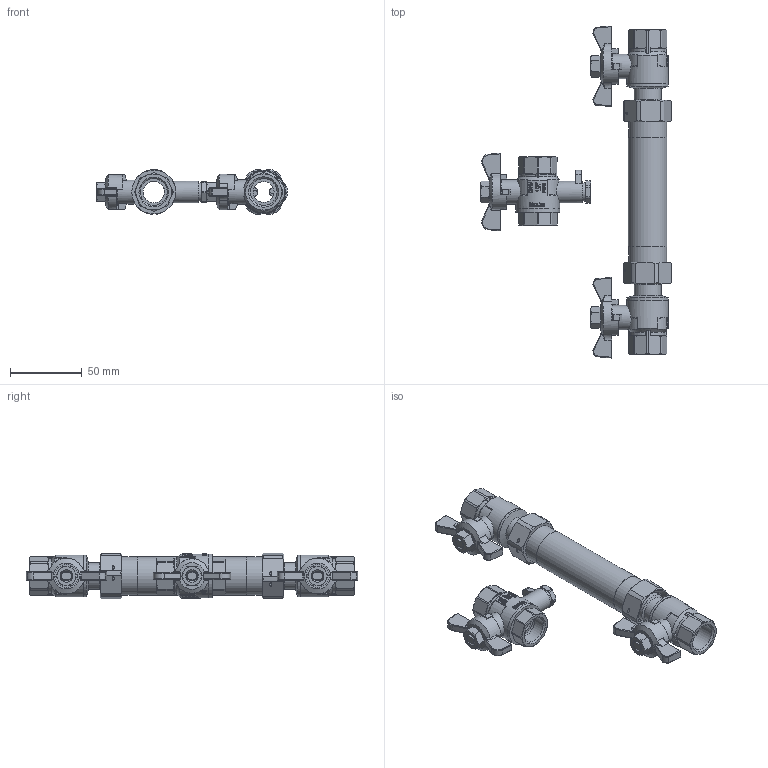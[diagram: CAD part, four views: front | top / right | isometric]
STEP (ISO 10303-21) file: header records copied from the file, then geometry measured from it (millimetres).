
FILE_DESCRIPTION(/* description */ ('Unknown'),/* implementation_level */ '2;1');
FILE_NAME(/* name */ '80100001',/* time_stamp */ '2023-07-12T12:06:06+02:00',/* author */ ('Unknown'),/* organization */ ('Unknown'),/* preprocessor_version */ 'ST-DEVELOPER v18.102',/* originating_system */ 'Solid Edge',/* authorisation */ 'Unknown');
FILE_SCHEMA (('AUTOMOTIVE_DESIGN {1 0 10303 214 3 1 1}'));
Length unit declared in the file: millimetre
Products named in the file (26): 80100001; 708-45_oa_0; Einschraubteil-co; dichtung; 2.148.016_Einschraubteil; speerring; _wm; Gehduse; O-Ring; Spindel; Stopfbuchse; M8-1_2-3_4; F-griff; 98708712-3_4x110; 708-45_oa_1; 712-04_oa_2; Spindel-co_oa_3; Mutter-Fl-G; Fl_gelgriff; Kvrper-co_oa_4; Einschraubteil; Kvrper; Dichtung; Schtaube
Assembly tree (32 placements, depth 4):
  80100001
    708-45_oa_0
      Einschraubteil-co
        dichtung
        2.148.016_Einschraubteil
        speerring
        _wm
      Gehduse
      O-Ring
      Spindel
      Stopfbuchse
      M8-1_2-3_4
      F-griff
    98708712-3_4x110
    708-45_oa_1
      Einschraubteil-co
        dichtung
        2.148.016_Einschraubteil
        speerring
        _wm
      Gehduse
      O-Ring
      Spindel
      Stopfbuchse
      M8-1_2-3_4
      F-griff
    712-04_oa_2
      Spindel-co_oa_3
        Mutter-Fl-G
        Spindel
        Stopfbuchse
        Fl_gelgriff
      Kvrper-co_oa_4
        Einschraubteil
        Kvrper
        Dichtung
        Schtaube
Bounding box: 132.49 x 230.6 x 31.54 mm (x, y, z)
Volume: 109291.5 mm3; surface area: 79241.3 mm2
Topology: 29 solids, 29 shells, 1717 faces, 4631 edges, 3040 vertices
Faces by surface type: plane 1137, cylinder 300, cone 208, bspline 32, torus 22, sphere 18
Full cylindrical faces by diameter (mm): 1.5 x3, 5 x1, 5.9 x1, 6.6 x2, 6.7 x1, 6.75 x3, 8.9 x4, 8.92 x1, 9 x3, 9.1 x3, 9.3 x2, 10 x2, 10.5 x3, 10.8 x3, 12 x3, 12.376 x2, 12.5 x1, 13 x1, 14 x3, 14.5 x2, 15 x5, 16 x2, 17 x5, 18.5 x3, 18.6 x2, 18.631 x6, 18.9 x1, 19.2 x4, 21 x2, 21.6 x2
Entity records: 58384 total; most frequent: CARTESIAN_POINT 13479, DIRECTION 8242, ORIENTED_EDGE 7376, EDGE_CURVE 3688, AXIS2_PLACEMENT_3D 3399, VERTEX_POINT 2502, FACE_BOUND 1656, EDGE_LOOP 1653
